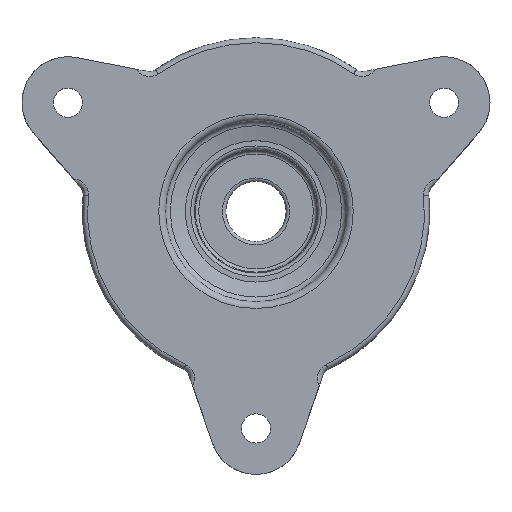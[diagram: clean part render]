
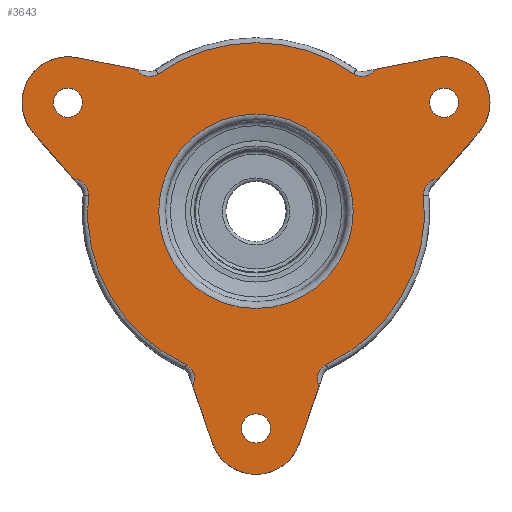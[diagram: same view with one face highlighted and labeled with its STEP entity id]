
A CAD part, top view. The second image highlights one B-rep face of the part: STEP entity #3643.
In plain terms, the highlighted planar face has unit normal (0, 0, 1).
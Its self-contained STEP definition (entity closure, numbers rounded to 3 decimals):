
#271=FACE_BOUND('',#923,.T.);
#272=FACE_BOUND('',#924,.T.);
#273=FACE_BOUND('',#925,.T.);
#274=FACE_BOUND('',#926,.T.);
#402=CIRCLE('',#4026,2.25);
#403=CIRCLE('',#4028,2.25);
#405=CIRCLE('',#4031,25.125);
#406=CIRCLE('',#4033,6.85);
#407=CIRCLE('',#4034,2.25);
#408=CIRCLE('',#4035,25.125);
#409=CIRCLE('',#4036,2.25);
#410=CIRCLE('',#4037,6.85);
#411=CIRCLE('',#4038,2.25);
#412=CIRCLE('',#4039,25.125);
#413=CIRCLE('',#4040,2.25);
#414=CIRCLE('',#4041,6.85);
#415=CIRCLE('',#4042,14.5);
#416=CIRCLE('',#4043,2.175);
#417=CIRCLE('',#4044,2.175);
#418=CIRCLE('',#4045,2.175);
#488=PLANE('',#4032);
#660=FACE_OUTER_BOUND('',#922,.T.);
#922=EDGE_LOOP('',(#3081,#3082,#3083,#3084,#3085,#3086,#3087,#3088,#3089,
#3090,#3091,#3092,#3093,#3094,#3095,#3096,#3097,#3098));
#923=EDGE_LOOP('',(#3099));
#924=EDGE_LOOP('',(#3100));
#925=EDGE_LOOP('',(#3101));
#926=EDGE_LOOP('',(#3102));
#1142=LINE('',#5687,#1336);
#1145=LINE('',#6053,#1339);
#1154=LINE('',#6414,#1348);
#1157=LINE('',#6760,#1351);
#1166=LINE('',#7121,#1360);
#1203=LINE('',#7872,#1397);
#1336=VECTOR('',#4379,10.);
#1339=VECTOR('',#4402,10.);
#1348=VECTOR('',#4437,10.);
#1351=VECTOR('',#4460,10.);
#1360=VECTOR('',#4495,10.);
#1397=VECTOR('',#4664,10.);
#1535=VERTEX_POINT('',#5684);
#1536=VERTEX_POINT('',#5686);
#1548=VERTEX_POINT('',#6045);
#1549=VERTEX_POINT('',#6052);
#1567=VERTEX_POINT('',#6411);
#1568=VERTEX_POINT('',#6413);
#1580=VERTEX_POINT('',#6752);
#1581=VERTEX_POINT('',#6759);
#1599=VERTEX_POINT('',#7118);
#1600=VERTEX_POINT('',#7120);
#1662=VERTEX_POINT('',#7864);
#1663=VERTEX_POINT('',#7871);
#1759=VERTEX_POINT('',#9447);
#1760=VERTEX_POINT('',#9451);
#1761=VERTEX_POINT('',#9458);
#1762=VERTEX_POINT('',#9460);
#1763=VERTEX_POINT('',#9464);
#1764=VERTEX_POINT('',#9466);
#1765=VERTEX_POINT('',#9470);
#1766=VERTEX_POINT('',#9472);
#1767=VERTEX_POINT('',#9474);
#1768=VERTEX_POINT('',#9476);
#1918=EDGE_CURVE('',#1536,#1535,#1142,.T.);
#1937=EDGE_CURVE('',#1548,#1549,#1145,.T.);
#1964=EDGE_CURVE('',#1568,#1567,#1154,.T.);
#1983=EDGE_CURVE('',#1580,#1581,#1157,.T.);
#2010=EDGE_CURVE('',#1600,#1599,#1166,.T.);
#2104=EDGE_CURVE('',#1662,#1663,#1203,.T.);
#2231=EDGE_CURVE('',#1759,#1662,#402,.T.);
#2232=EDGE_CURVE('',#1536,#1760,#403,.T.);
#2234=EDGE_CURVE('',#1760,#1759,#405,.T.);
#2235=EDGE_CURVE('',#1535,#1549,#406,.T.);
#2236=EDGE_CURVE('',#1761,#1548,#407,.T.);
#2237=EDGE_CURVE('',#1762,#1761,#408,.T.);
#2238=EDGE_CURVE('',#1568,#1762,#409,.T.);
#2239=EDGE_CURVE('',#1567,#1581,#410,.T.);
#2240=EDGE_CURVE('',#1763,#1580,#411,.T.);
#2241=EDGE_CURVE('',#1764,#1763,#412,.T.);
#2242=EDGE_CURVE('',#1600,#1764,#413,.T.);
#2243=EDGE_CURVE('',#1599,#1663,#414,.T.);
#2244=EDGE_CURVE('',#1765,#1765,#415,.T.);
#2245=EDGE_CURVE('',#1766,#1766,#416,.T.);
#2246=EDGE_CURVE('',#1767,#1767,#417,.T.);
#2247=EDGE_CURVE('',#1768,#1768,#418,.T.);
#3081=ORIENTED_EDGE('',*,*,#2231,.F.);
#3082=ORIENTED_EDGE('',*,*,#2234,.F.);
#3083=ORIENTED_EDGE('',*,*,#2232,.F.);
#3084=ORIENTED_EDGE('',*,*,#1918,.T.);
#3085=ORIENTED_EDGE('',*,*,#2235,.T.);
#3086=ORIENTED_EDGE('',*,*,#1937,.F.);
#3087=ORIENTED_EDGE('',*,*,#2236,.F.);
#3088=ORIENTED_EDGE('',*,*,#2237,.F.);
#3089=ORIENTED_EDGE('',*,*,#2238,.F.);
#3090=ORIENTED_EDGE('',*,*,#1964,.T.);
#3091=ORIENTED_EDGE('',*,*,#2239,.T.);
#3092=ORIENTED_EDGE('',*,*,#1983,.F.);
#3093=ORIENTED_EDGE('',*,*,#2240,.F.);
#3094=ORIENTED_EDGE('',*,*,#2241,.F.);
#3095=ORIENTED_EDGE('',*,*,#2242,.F.);
#3096=ORIENTED_EDGE('',*,*,#2010,.T.);
#3097=ORIENTED_EDGE('',*,*,#2243,.T.);
#3098=ORIENTED_EDGE('',*,*,#2104,.F.);
#3099=ORIENTED_EDGE('',*,*,#2244,.F.);
#3100=ORIENTED_EDGE('',*,*,#2245,.T.);
#3101=ORIENTED_EDGE('',*,*,#2246,.T.);
#3102=ORIENTED_EDGE('',*,*,#2247,.T.);
#3643=ADVANCED_FACE('',(#660,#271,#272,#273,#274),#488,.T.);
#4026=AXIS2_PLACEMENT_3D('',#9449,#4870,#4871);
#4028=AXIS2_PLACEMENT_3D('',#9452,#4874,#4875);
#4031=AXIS2_PLACEMENT_3D('',#9455,#4880,#4881);
#4032=AXIS2_PLACEMENT_3D('',#9456,#4882,#4883);
#4033=AXIS2_PLACEMENT_3D('',#9457,#4884,#4885);
#4034=AXIS2_PLACEMENT_3D('',#9459,#4886,#4887);
#4035=AXIS2_PLACEMENT_3D('',#9461,#4888,#4889);
#4036=AXIS2_PLACEMENT_3D('',#9462,#4890,#4891);
#4037=AXIS2_PLACEMENT_3D('',#9463,#4892,#4893);
#4038=AXIS2_PLACEMENT_3D('',#9465,#4894,#4895);
#4039=AXIS2_PLACEMENT_3D('',#9467,#4896,#4897);
#4040=AXIS2_PLACEMENT_3D('',#9468,#4898,#4899);
#4041=AXIS2_PLACEMENT_3D('',#9469,#4900,#4901);
#4042=AXIS2_PLACEMENT_3D('',#9471,#4902,#4903);
#4043=AXIS2_PLACEMENT_3D('',#9473,#4904,#4905);
#4044=AXIS2_PLACEMENT_3D('',#9475,#4906,#4907);
#4045=AXIS2_PLACEMENT_3D('',#9477,#4908,#4909);
#4379=DIRECTION('',(-0.982,0.191,0.));
#4402=DIRECTION('',(-0.656,0.755,0.));
#4437=DIRECTION('',(0.326,-0.946,0.));
#4460=DIRECTION('',(-0.326,-0.946,0.));
#4495=DIRECTION('',(0.656,0.755,0.));
#4664=DIRECTION('',(0.982,0.191,0.));
#4870=DIRECTION('center_axis',(0.,0.,1.));
#4871=DIRECTION('ref_axis',(-0.211,-0.977,0.));
#4874=DIRECTION('center_axis',(0.,0.,1.));
#4875=DIRECTION('ref_axis',(0.211,-0.977,0.));
#4880=DIRECTION('center_axis',(0.,0.,-1.));
#4881=DIRECTION('ref_axis',(0.,1.,0.));
#4882=DIRECTION('center_axis',(0.,0.,1.));
#4883=DIRECTION('ref_axis',(1.,0.,0.));
#4884=DIRECTION('center_axis',(0.,0.,1.));
#4885=DIRECTION('ref_axis',(0.191,0.982,0.));
#4886=DIRECTION('center_axis',(0.,0.,1.));
#4887=DIRECTION('ref_axis',(0.952,0.306,0.));
#4888=DIRECTION('center_axis',(0.,0.,-1.));
#4889=DIRECTION('ref_axis',(-0.866,-0.5,0.));
#4890=DIRECTION('center_axis',(0.,0.,1.));
#4891=DIRECTION('ref_axis',(0.741,0.671,0.));
#4892=DIRECTION('center_axis',(0.,0.,1.));
#4893=DIRECTION('ref_axis',(-0.946,-0.326,0.));
#4894=DIRECTION('center_axis',(0.,0.,1.));
#4895=DIRECTION('ref_axis',(-0.741,0.671,0.));
#4896=DIRECTION('center_axis',(0.,0.,-1.));
#4897=DIRECTION('ref_axis',(0.866,-0.5,0.));
#4898=DIRECTION('center_axis',(0.,0.,1.));
#4899=DIRECTION('ref_axis',(-0.952,0.306,0.));
#4900=DIRECTION('center_axis',(0.,0.,1.));
#4901=DIRECTION('ref_axis',(0.755,-0.656,0.));
#4902=DIRECTION('center_axis',(0.,0.,1.));
#4903=DIRECTION('ref_axis',(1.,0.,0.));
#4904=DIRECTION('center_axis',(0.,0.,-1.));
#4905=DIRECTION('ref_axis',(-1.,0.,0.));
#4906=DIRECTION('center_axis',(0.,0.,-1.));
#4907=DIRECTION('ref_axis',(-1.,0.,0.));
#4908=DIRECTION('center_axis',(0.,0.,-1.));
#4909=DIRECTION('ref_axis',(-1.,0.,0.));
#5684=CARTESIAN_POINT('',(-26.731,22.912,308.));
#5686=CARTESIAN_POINT('',(-17.777,21.171,308.));
#5687=CARTESIAN_POINT('',(-15.489,20.727,308.));
#6045=CARTESIAN_POINT('',(-27.223,4.81,308.));
#6052=CARTESIAN_POINT('',(-33.207,11.693,308.));
#6053=CARTESIAN_POINT('',(-25.694,3.051,308.));
#6411=CARTESIAN_POINT('',(-6.477,-34.605,308.));
#6413=CARTESIAN_POINT('',(-9.446,-25.981,308.));
#6414=CARTESIAN_POINT('',(-10.205,-23.778,308.));
#6752=CARTESIAN_POINT('',(9.446,-25.981,308.));
#6759=CARTESIAN_POINT('',(6.477,-34.605,308.));
#6760=CARTESIAN_POINT('',(10.205,-23.778,308.));
#7118=CARTESIAN_POINT('',(33.207,11.693,308.));
#7120=CARTESIAN_POINT('',(27.223,4.81,308.));
#7121=CARTESIAN_POINT('',(25.694,3.051,308.));
#7864=CARTESIAN_POINT('',(17.777,21.171,308.));
#7871=CARTESIAN_POINT('',(26.731,22.912,308.));
#7872=CARTESIAN_POINT('',(15.489,20.727,308.));
#9447=CARTESIAN_POINT('',(14.542,20.489,308.));
#9449=CARTESIAN_POINT('Origin',(15.844,22.324,308.));
#9451=CARTESIAN_POINT('',(-14.542,20.489,308.));
#9452=CARTESIAN_POINT('Origin',(-15.844,22.324,308.));
#9455=CARTESIAN_POINT('Origin',(0.,0.,308.));
#9456=CARTESIAN_POINT('Origin',(0.,0.,308.));
#9457=CARTESIAN_POINT('Origin',(-28.038,16.188,308.));
#9458=CARTESIAN_POINT('',(-25.015,2.349,308.));
#9459=CARTESIAN_POINT('Origin',(-27.255,2.56,308.));
#9460=CARTESIAN_POINT('',(-10.473,-22.838,308.));
#9461=CARTESIAN_POINT('Origin',(0.,0.,308.));
#9462=CARTESIAN_POINT('Origin',(-11.411,-24.883,308.));
#9463=CARTESIAN_POINT('Origin',(0.,-32.375,308.));
#9464=CARTESIAN_POINT('',(10.473,-22.838,308.));
#9465=CARTESIAN_POINT('Origin',(11.411,-24.883,308.));
#9466=CARTESIAN_POINT('',(25.015,2.349,308.));
#9467=CARTESIAN_POINT('Origin',(0.,0.,308.));
#9468=CARTESIAN_POINT('Origin',(27.255,2.56,308.));
#9469=CARTESIAN_POINT('Origin',(28.038,16.188,308.));
#9470=CARTESIAN_POINT('',(14.5,0.,308.));
#9471=CARTESIAN_POINT('Origin',(0.,0.,
308.));
#9472=CARTESIAN_POINT('',(30.213,16.188,308.));
#9473=CARTESIAN_POINT('Origin',(28.038,16.188,308.));
#9474=CARTESIAN_POINT('',(2.175,-32.375,308.));
#9475=CARTESIAN_POINT('Origin',(0.,-32.375,308.));
#9476=CARTESIAN_POINT('',(-25.863,16.188,308.));
#9477=CARTESIAN_POINT('Origin',(-28.038,16.188,308.));
